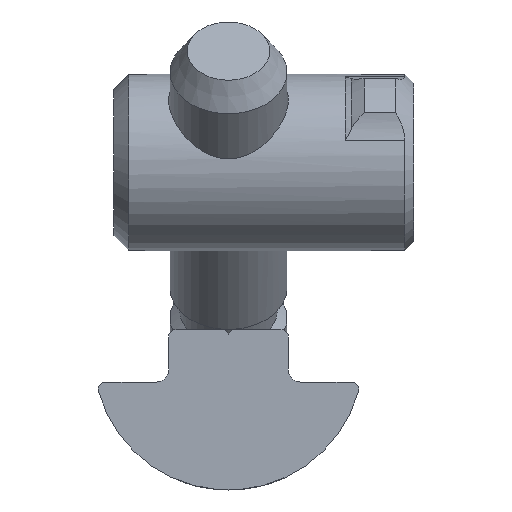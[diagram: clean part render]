
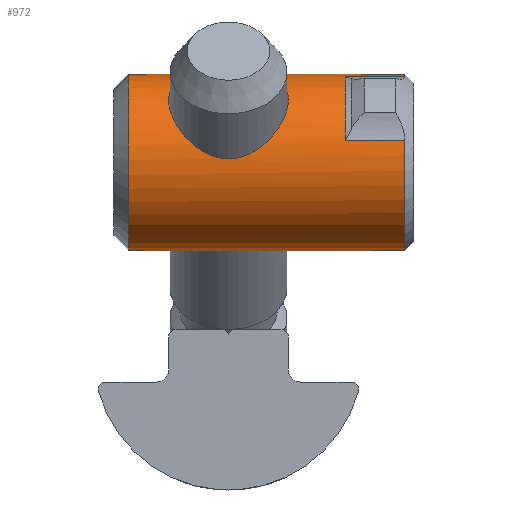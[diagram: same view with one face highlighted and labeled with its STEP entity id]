
A CAD part, front view. The second image highlights one B-rep face of the part: STEP entity #972.
In plain terms, the highlighted cylindrical face has radius 5.9 mm (diameter 11.8 mm), a full revolution.
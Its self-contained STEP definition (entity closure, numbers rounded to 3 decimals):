
#99=LINE('',#1713,#153);
#101=LINE('',#1730,#155);
#103=LINE('',#1743,#157);
#104=LINE('',#1746,#158);
#153=VECTOR('',#1306,3.96);
#155=VECTOR('',#1310,3.96);
#157=VECTOR('',#1326,3.96);
#158=VECTOR('',#1329,3.96);
#190=B_SPLINE_CURVE_WITH_KNOTS('',3,(#1748,#1749,#1750,#1751,#1752,#1753,
#1754,#1755,#1756,#1757,#1758,#1759,#1760,#1761,#1762,#1763,#1764,#1765,
#1766,#1767,#1768,#1769,#1770,#1771,#1772,#1773,#1774,#1775,#1776,#1777,
#1778,#1779,#1780,#1781),.UNSPECIFIED.,.T.,.F.,(4,2,2,2,2,2,2,2,2,2,2,2,
2,2,2,2,4),(0.,0.158,0.316,0.473,0.629,
0.785,0.942,1.1,1.258,1.416,
1.574,1.731,1.887,2.043,2.199,
2.358,2.516),.UNSPECIFIED.);
#191=B_SPLINE_CURVE_WITH_KNOTS('',3,(#1784,#1785,#1786,#1787,#1788,#1789,
#1790,#1791,#1792,#1793,#1794,#1795,#1796,#1797,#1798,#1799,#1800,#1801),
 .UNSPECIFIED.,.F.,.F.,(4,2,2,2,2,2,2,2,4),(0.629,0.785,
0.942,1.1,1.258,1.416,1.574,
1.731,1.887),.UNSPECIFIED.);
#192=B_SPLINE_CURVE_WITH_KNOTS('',3,(#1802,#1803,#1804,#1805,#1806,#1807,
#1808,#1809,#1810,#1811,#1812,#1813,#1814,#1815,#1816,#1817,#1818,#1819,
#1820),.UNSPECIFIED.,.F.,.F.,(4,2,2,2,3,2,2,2,4),(1.887,2.043,
2.199,2.358,2.516,2.674,2.832,
2.988,3.145),.UNSPECIFIED.);
#212=CYLINDRICAL_SURFACE('',#1080,5.9);
#231=FACE_BOUND('',#359,.T.);
#232=FACE_BOUND('',#360,.T.);
#233=FACE_BOUND('',#361,.T.);
#284=FACE_OUTER_BOUND('',#358,.T.);
#358=EDGE_LOOP('',(#822,#823,#824,#825,#826,#827,#828,#829));
#359=EDGE_LOOP('',(#830));
#360=EDGE_LOOP('',(#831,#832));
#361=EDGE_LOOP('',(#833));
#415=CIRCLE('',#1063,5.9);
#418=CIRCLE('',#1068,5.9);
#422=CIRCLE('',#1078,5.9);
#424=CIRCLE('',#1081,5.9);
#425=CIRCLE('',#1082,5.9);
#481=VERTEX_POINT('',#1636);
#484=VERTEX_POINT('',#1646);
#487=VERTEX_POINT('',#1671);
#490=VERTEX_POINT('',#1681);
#495=VERTEX_POINT('',#1712);
#497=VERTEX_POINT('',#1723);
#499=VERTEX_POINT('',#1736);
#501=VERTEX_POINT('',#1742);
#502=VERTEX_POINT('',#1744);
#503=VERTEX_POINT('',#1747);
#504=VERTEX_POINT('',#1782);
#505=VERTEX_POINT('',#1783);
#595=EDGE_CURVE('',#484,#481,#415,.T.);
#602=EDGE_CURVE('',#490,#487,#418,.T.);
#609=EDGE_CURVE('',#495,#487,#99,.T.);
#613=EDGE_CURVE('',#497,#484,#101,.T.);
#616=EDGE_CURVE('',#499,#499,#422,.T.);
#618=EDGE_CURVE('',#497,#495,#424,.T.);
#619=EDGE_CURVE('',#501,#490,#103,.T.);
#620=EDGE_CURVE('',#501,#502,#425,.T.);
#621=EDGE_CURVE('',#502,#481,#104,.T.);
#622=EDGE_CURVE('',#503,#503,#190,.T.);
#623=EDGE_CURVE('',#504,#505,#191,.T.);
#624=EDGE_CURVE('',#505,#504,#192,.T.);
#822=ORIENTED_EDGE('',*,*,#613,.F.);
#823=ORIENTED_EDGE('',*,*,#618,.T.);
#824=ORIENTED_EDGE('',*,*,#609,.T.);
#825=ORIENTED_EDGE('',*,*,#602,.F.);
#826=ORIENTED_EDGE('',*,*,#619,.F.);
#827=ORIENTED_EDGE('',*,*,#620,.T.);
#828=ORIENTED_EDGE('',*,*,#621,.T.);
#829=ORIENTED_EDGE('',*,*,#595,.F.);
#830=ORIENTED_EDGE('',*,*,#622,.T.);
#831=ORIENTED_EDGE('',*,*,#623,.T.);
#832=ORIENTED_EDGE('',*,*,#624,.T.);
#833=ORIENTED_EDGE('',*,*,#616,.F.);
#972=ADVANCED_FACE('',(#284,#231,#232,#233),#212,.T.);
#1063=AXIS2_PLACEMENT_3D('',#1653,#1282,#1283);
#1068=AXIS2_PLACEMENT_3D('',#1688,#1292,#1293);
#1078=AXIS2_PLACEMENT_3D('',#1737,#1318,#1319);
#1080=AXIS2_PLACEMENT_3D('',#1740,#1322,#1323);
#1081=AXIS2_PLACEMENT_3D('',#1741,#1324,#1325);
#1082=AXIS2_PLACEMENT_3D('',#1745,#1327,#1328);
#1282=DIRECTION('center_axis',(0.,0.,1.));
#1283=DIRECTION('ref_axis',(0.,1.,0.));
#1292=DIRECTION('center_axis',(0.,0.,1.));
#1293=DIRECTION('ref_axis',(0.,-1.,0.));
#1306=DIRECTION('',(0.,0.,-1.));
#1310=DIRECTION('',(0.,0.,-1.));
#1318=DIRECTION('center_axis',(0.,0.,-1.));
#1319=DIRECTION('ref_axis',(-1.,0.,0.));
#1322=DIRECTION('center_axis',(0.,0.,1.));
#1323=DIRECTION('ref_axis',(-1.,0.,0.));
#1324=DIRECTION('center_axis',(0.,0.,-1.));
#1325=DIRECTION('ref_axis',(-1.,0.,0.));
#1326=DIRECTION('',(0.,0.,-1.));
#1327=DIRECTION('center_axis',(0.,0.,-1.));
#1328=DIRECTION('ref_axis',(-1.,0.,0.));
#1329=DIRECTION('',(0.,0.,-1.));
#1636=CARTESIAN_POINT('',(-3.,5.08,5.44));
#1646=CARTESIAN_POINT('',(3.,5.08,5.44));
#1653=CARTESIAN_POINT('Origin',(0.,0.,5.44));
#1671=CARTESIAN_POINT('',(3.,-5.08,5.44));
#1681=CARTESIAN_POINT('',(-3.,-5.08,5.44));
#1688=CARTESIAN_POINT('Origin',(0.,0.,5.44));
#1712=CARTESIAN_POINT('',(3.,-5.08,9.4));
#1713=CARTESIAN_POINT('',(3.,-5.08,10.));
#1723=CARTESIAN_POINT('',(3.,5.08,9.4));
#1730=CARTESIAN_POINT('',(3.,5.08,10.));
#1736=CARTESIAN_POINT('',(5.9,0.,-9.));
#1737=CARTESIAN_POINT('Origin',(0.,0.,-9.));
#1740=CARTESIAN_POINT('Origin',(0.,0.,-10.));
#1741=CARTESIAN_POINT('Origin',(0.,0.,9.4));
#1742=CARTESIAN_POINT('',(-3.,-5.08,9.4));
#1743=CARTESIAN_POINT('',(-3.,-5.08,10.));
#1744=CARTESIAN_POINT('',(-3.,5.08,9.4));
#1745=CARTESIAN_POINT('Origin',(0.,0.,9.4));
#1746=CARTESIAN_POINT('',(-3.,5.08,10.));
#1747=CARTESIAN_POINT('',(4.,4.337,-2.35));
#1748=CARTESIAN_POINT('Ctrl Pts',(4.,4.337,-2.35));
#1749=CARTESIAN_POINT('Ctrl Pts',(4.,4.337,-1.823));
#1750=CARTESIAN_POINT('Ctrl Pts',(3.891,4.443,-1.282));
#1751=CARTESIAN_POINT('Ctrl Pts',(3.479,4.772,-0.307));
#1752=CARTESIAN_POINT('Ctrl Pts',(3.176,4.988,0.131));
#1753=CARTESIAN_POINT('Ctrl Pts',(2.485,5.366,0.822));
#1754=CARTESIAN_POINT('Ctrl Pts',(2.047,5.557,1.128));
#1755=CARTESIAN_POINT('Ctrl Pts',(1.065,5.825,1.542));
#1756=CARTESIAN_POINT('Ctrl Pts',(0.521,5.9,1.65));
#1757=CARTESIAN_POINT('Ctrl Pts',(-0.521,5.9,1.65));
#1758=CARTESIAN_POINT('Ctrl Pts',(-1.065,5.825,1.542));
#1759=CARTESIAN_POINT('Ctrl Pts',(-2.047,5.557,1.128));
#1760=CARTESIAN_POINT('Ctrl Pts',(-2.485,5.366,0.822));
#1761=CARTESIAN_POINT('Ctrl Pts',(-3.176,4.988,0.131));
#1762=CARTESIAN_POINT('Ctrl Pts',(-3.479,4.772,-0.307));
#1763=CARTESIAN_POINT('Ctrl Pts',(-3.891,4.443,-1.282));
#1764=CARTESIAN_POINT('Ctrl Pts',(-4.,4.337,-1.823));
#1765=CARTESIAN_POINT('Ctrl Pts',(-4.,4.337,-2.877));
#1766=CARTESIAN_POINT('Ctrl Pts',(-3.891,4.443,-3.418));
#1767=CARTESIAN_POINT('Ctrl Pts',(-3.479,4.772,-4.393));
#1768=CARTESIAN_POINT('Ctrl Pts',(-3.176,4.988,-4.831));
#1769=CARTESIAN_POINT('Ctrl Pts',(-2.485,5.366,-5.522));
#1770=CARTESIAN_POINT('Ctrl Pts',(-2.047,5.557,-5.828));
#1771=CARTESIAN_POINT('Ctrl Pts',(-1.065,5.825,-6.242));
#1772=CARTESIAN_POINT('Ctrl Pts',(-0.521,5.9,-6.35));
#1773=CARTESIAN_POINT('Ctrl Pts',(0.521,5.9,-6.35));
#1774=CARTESIAN_POINT('Ctrl Pts',(1.065,5.825,-6.242));
#1775=CARTESIAN_POINT('Ctrl Pts',(2.047,5.557,-5.828));
#1776=CARTESIAN_POINT('Ctrl Pts',(2.485,5.366,-5.522));
#1777=CARTESIAN_POINT('Ctrl Pts',(3.176,4.988,-4.831));
#1778=CARTESIAN_POINT('Ctrl Pts',(3.479,4.772,-4.393));
#1779=CARTESIAN_POINT('Ctrl Pts',(3.891,4.443,-3.418));
#1780=CARTESIAN_POINT('Ctrl Pts',(4.,4.337,-2.877));
#1781=CARTESIAN_POINT('Ctrl Pts',(4.,4.337,-2.35));
#1782=CARTESIAN_POINT('',(0.,-5.9,-6.35));
#1783=CARTESIAN_POINT('',(0.,-5.9,1.65));
#1784=CARTESIAN_POINT('Ctrl Pts',(0.,-5.9,-6.35));
#1785=CARTESIAN_POINT('Ctrl Pts',(-0.521,-5.9,-6.35));
#1786=CARTESIAN_POINT('Ctrl Pts',(-1.065,-5.825,-6.242));
#1787=CARTESIAN_POINT('Ctrl Pts',(-2.047,-5.557,-5.828));
#1788=CARTESIAN_POINT('Ctrl Pts',(-2.485,-5.366,-5.522));
#1789=CARTESIAN_POINT('Ctrl Pts',(-3.176,-4.988,-4.831));
#1790=CARTESIAN_POINT('Ctrl Pts',(-3.479,-4.772,-4.393));
#1791=CARTESIAN_POINT('Ctrl Pts',(-3.891,-4.443,-3.418));
#1792=CARTESIAN_POINT('Ctrl Pts',(-4.,-4.337,-2.877));
#1793=CARTESIAN_POINT('Ctrl Pts',(-4.,-4.337,-1.823));
#1794=CARTESIAN_POINT('Ctrl Pts',(-3.891,-4.443,-1.282));
#1795=CARTESIAN_POINT('Ctrl Pts',(-3.479,-4.772,-0.307));
#1796=CARTESIAN_POINT('Ctrl Pts',(-3.176,-4.988,0.131));
#1797=CARTESIAN_POINT('Ctrl Pts',(-2.485,-5.366,0.822));
#1798=CARTESIAN_POINT('Ctrl Pts',(-2.047,-5.557,1.128));
#1799=CARTESIAN_POINT('Ctrl Pts',(-1.065,-5.825,1.542));
#1800=CARTESIAN_POINT('Ctrl Pts',(-0.521,-5.9,1.65));
#1801=CARTESIAN_POINT('Ctrl Pts',(0.,-5.9,1.65));
#1802=CARTESIAN_POINT('Ctrl Pts',(0.,-5.9,1.65));
#1803=CARTESIAN_POINT('Ctrl Pts',(0.521,-5.9,1.65));
#1804=CARTESIAN_POINT('Ctrl Pts',(1.065,-5.825,1.542));
#1805=CARTESIAN_POINT('Ctrl Pts',(2.047,-5.557,1.128));
#1806=CARTESIAN_POINT('Ctrl Pts',(2.485,-5.366,0.822));
#1807=CARTESIAN_POINT('Ctrl Pts',(3.176,-4.988,0.131));
#1808=CARTESIAN_POINT('Ctrl Pts',(3.479,-4.772,-0.307));
#1809=CARTESIAN_POINT('Ctrl Pts',(3.891,-4.443,-1.282));
#1810=CARTESIAN_POINT('Ctrl Pts',(4.,-4.337,-1.823));
#1811=CARTESIAN_POINT('Ctrl Pts',(4.,-4.337,-2.35));
#1812=CARTESIAN_POINT('Ctrl Pts',(4.,-4.337,-2.877));
#1813=CARTESIAN_POINT('Ctrl Pts',(3.891,-4.443,-3.418));
#1814=CARTESIAN_POINT('Ctrl Pts',(3.479,-4.772,-4.393));
#1815=CARTESIAN_POINT('Ctrl Pts',(3.176,-4.988,-4.831));
#1816=CARTESIAN_POINT('Ctrl Pts',(2.485,-5.366,-5.522));
#1817=CARTESIAN_POINT('Ctrl Pts',(2.047,-5.557,-5.828));
#1818=CARTESIAN_POINT('Ctrl Pts',(1.065,-5.825,-6.242));
#1819=CARTESIAN_POINT('Ctrl Pts',(0.521,-5.9,-6.35));
#1820=CARTESIAN_POINT('Ctrl Pts',(0.,-5.9,-6.35));
